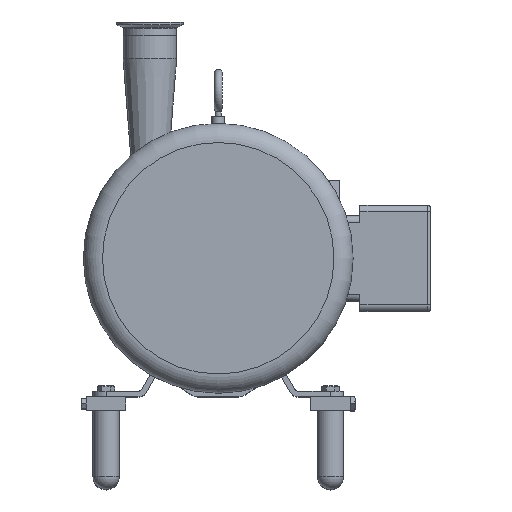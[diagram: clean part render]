
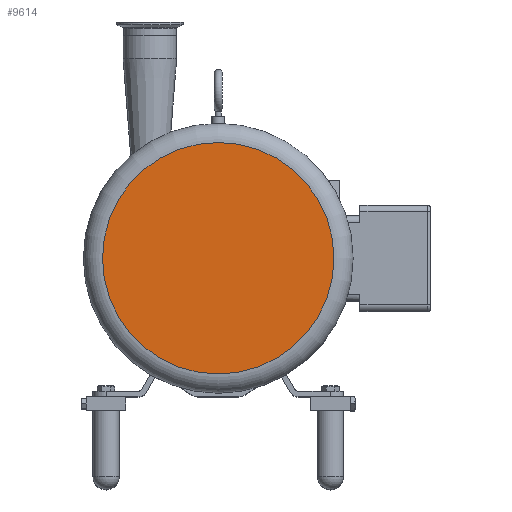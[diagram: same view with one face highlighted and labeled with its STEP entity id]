
A CAD part, top view. The second image highlights one B-rep face of the part: STEP entity #9614.
In plain terms, the highlighted planar face has unit normal (0, 0, 1).
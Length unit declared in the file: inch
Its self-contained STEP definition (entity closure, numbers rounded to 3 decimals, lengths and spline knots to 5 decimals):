
#1873=PLANE('',#10344);
#2300=FACE_OUTER_BOUND('',#2856,.T.);
#2856=EDGE_LOOP('',(#7683,#7684));
#3304=CIRCLE('',#10341,4.384);
#3305=CIRCLE('',#10342,4.384);
#4306=VERTEX_POINT('',#15976);
#4307=VERTEX_POINT('',#15978);
#5516=EDGE_CURVE('',#4306,#4307,#3304,.T.);
#5517=EDGE_CURVE('',#4307,#4306,#3305,.T.);
#7683=ORIENTED_EDGE('',*,*,#5517,.F.);
#7684=ORIENTED_EDGE('',*,*,#5516,.F.);
#9614=ADVANCED_FACE('',(#2300),#1873,.T.);
#10341=AXIS2_PLACEMENT_3D('',#15979,#12243,#12244);
#10342=AXIS2_PLACEMENT_3D('',#15980,#12245,#12246);
#10344=AXIS2_PLACEMENT_3D('',#15982,#12249,#12250);
#12243=DIRECTION('center_axis',(0.,0.,
-1.));
#12244=DIRECTION('ref_axis',(1.,0.,0.));
#12245=DIRECTION('center_axis',(0.,0.,
-1.));
#12246=DIRECTION('ref_axis',(1.,0.,0.));
#12249=DIRECTION('center_axis',(0.,0.,
1.));
#12250=DIRECTION('ref_axis',(0.,1.,0.));
#15976=CARTESIAN_POINT('',(0.,4.384,20.71921));
#15978=CARTESIAN_POINT('',(-4.384,0.,20.71921));
#15979=CARTESIAN_POINT('Origin',(0.,0.,20.71921));
#15980=CARTESIAN_POINT('Origin',(0.,0.,20.71921));
#15982=CARTESIAN_POINT('Origin',(-5.11,0.,20.71921));
